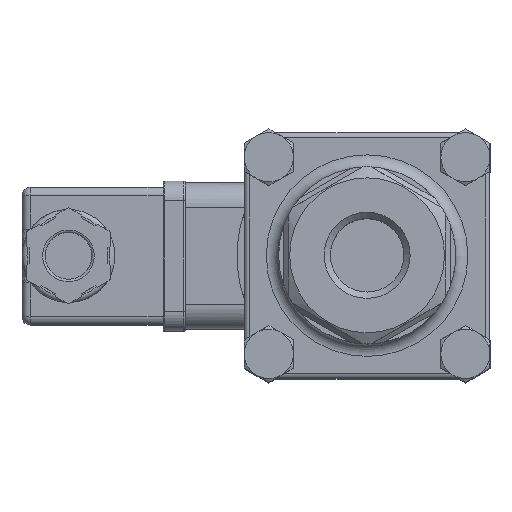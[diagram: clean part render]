
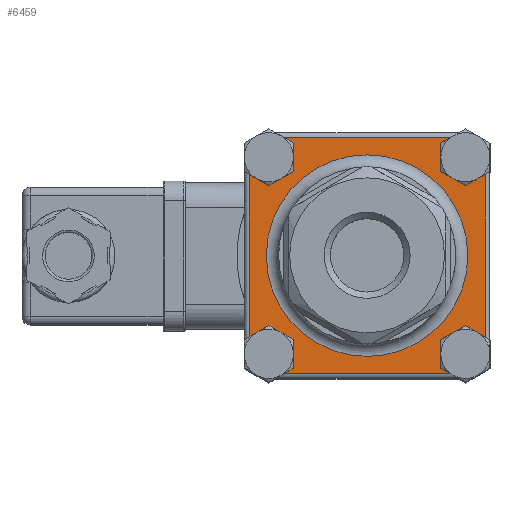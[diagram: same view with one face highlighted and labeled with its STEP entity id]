
A CAD part, top view. The second image highlights one B-rep face of the part: STEP entity #6459.
In plain terms, the highlighted planar face has unit normal (0, 0, 1).
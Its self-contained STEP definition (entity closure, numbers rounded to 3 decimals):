
#290=FACE_BOUND('',#1179,.T.);
#448=PLANE('',#7140);
#787=FACE_OUTER_BOUND('',#1178,.T.);
#1178=EDGE_LOOP('',(#5422,#5423,#5424,#5425,#5426,#5427,#5428,#5429,#5430,
#5431));
#1179=EDGE_LOOP('',(#5432));
#1446=CIRCLE('',#6933,4.45);
#1447=CIRCLE('',#6934,4.45);
#1464=CIRCLE('',#6980,4.45);
#1465=CIRCLE('',#6981,4.45);
#1482=CIRCLE('',#7029,4.45);
#1501=CIRCLE('',#7077,4.45);
#1529=CIRCLE('',#7141,20.5);
#1943=LINE('',#11391,#2368);
#1946=LINE('',#11397,#2371);
#1947=LINE('',#11409,#2372);
#1950=LINE('',#11415,#2375);
#2368=VECTOR('',#8748,10.);
#2371=VECTOR('',#8755,10.);
#2372=VECTOR('',#8772,10.);
#2375=VECTOR('',#8779,10.);
#2802=VERTEX_POINT('',#10491);
#2803=VERTEX_POINT('',#10492);
#2804=VERTEX_POINT('',#10494);
#2845=VERTEX_POINT('',#10680);
#2846=VERTEX_POINT('',#10681);
#2847=VERTEX_POINT('',#10683);
#2893=VERTEX_POINT('',#10899);
#2894=VERTEX_POINT('',#10900);
#2937=VERTEX_POINT('',#11090);
#2938=VERTEX_POINT('',#11091);
#2975=VERTEX_POINT('',#11428);
#3526=EDGE_CURVE('',#2804,#2802,#1446,.T.);
#3528=EDGE_CURVE('',#2803,#2804,#1447,.T.);
#3595=EDGE_CURVE('',#2847,#2845,#1464,.T.);
#3597=EDGE_CURVE('',#2846,#2847,#1465,.T.);
#3670=EDGE_CURVE('',#2893,#2894,#1482,.T.);
#3740=EDGE_CURVE('',#2937,#2938,#1501,.T.);
#3799=EDGE_CURVE('',#2937,#2845,#1943,.T.);
#3803=EDGE_CURVE('',#2846,#2802,#1946,.T.);
#3809=EDGE_CURVE('',#2893,#2938,#1947,.T.);
#3813=EDGE_CURVE('',#2803,#2894,#1950,.T.);
#3820=EDGE_CURVE('',#2975,#2975,#1529,.T.);
#5422=ORIENTED_EDGE('',*,*,#3528,.T.);
#5423=ORIENTED_EDGE('',*,*,#3526,.T.);
#5424=ORIENTED_EDGE('',*,*,#3803,.F.);
#5425=ORIENTED_EDGE('',*,*,#3597,.T.);
#5426=ORIENTED_EDGE('',*,*,#3595,.T.);
#5427=ORIENTED_EDGE('',*,*,#3799,.F.);
#5428=ORIENTED_EDGE('',*,*,#3740,.T.);
#5429=ORIENTED_EDGE('',*,*,#3809,.F.);
#5430=ORIENTED_EDGE('',*,*,#3670,.T.);
#5431=ORIENTED_EDGE('',*,*,#3813,.F.);
#5432=ORIENTED_EDGE('',*,*,#3820,.F.);
#6459=ADVANCED_FACE('',(#787,#290),#448,.T.);
#6933=AXIS2_PLACEMENT_3D('',#10495,#8260,#8261);
#6934=AXIS2_PLACEMENT_3D('',#10497,#8263,#8264);
#6980=AXIS2_PLACEMENT_3D('',#10684,#8381,#8382);
#6981=AXIS2_PLACEMENT_3D('',#10686,#8384,#8385);
#7029=AXIS2_PLACEMENT_3D('',#10901,#8510,#8511);
#7077=AXIS2_PLACEMENT_3D('',#11092,#8633,#8634);
#7140=AXIS2_PLACEMENT_3D('',#11427,#8797,#8798);
#7141=AXIS2_PLACEMENT_3D('',#11429,#8799,#8800);
#8260=DIRECTION('center_axis',(0.,0.,-1.));
#8261=DIRECTION('ref_axis',(0.,1.,0.));
#8263=DIRECTION('center_axis',(0.,0.,-1.));
#8264=DIRECTION('ref_axis',(0.,1.,0.));
#8381=DIRECTION('center_axis',(0.,0.,-1.));
#8382=DIRECTION('ref_axis',(0.,1.,0.));
#8384=DIRECTION('center_axis',(0.,0.,-1.));
#8385=DIRECTION('ref_axis',(0.,1.,0.));
#8510=DIRECTION('center_axis',(0.,0.,-1.));
#8511=DIRECTION('ref_axis',(0.,1.,0.));
#8633=DIRECTION('center_axis',(0.,0.,-1.));
#8634=DIRECTION('ref_axis',(0.,1.,0.));
#8748=DIRECTION('',(0.,1.,0.));
#8755=DIRECTION('',(1.,0.,0.));
#8772=DIRECTION('',(-1.,0.,0.));
#8779=DIRECTION('',(0.,-1.,0.));
#8797=DIRECTION('center_axis',(0.,0.,1.));
#8798=DIRECTION('ref_axis',(1.,0.,0.));
#8799=DIRECTION('center_axis',(0.,0.,1.));
#8800=DIRECTION('ref_axis',(-1.,0.,0.));
#10491=CARTESIAN_POINT('',(18.05,24.,8.5));
#10492=CARTESIAN_POINT('',(24.,18.05,8.5));
#10494=CARTESIAN_POINT('',(20.,15.55,8.5));
#10495=CARTESIAN_POINT('Origin',(20.,20.,8.5));
#10497=CARTESIAN_POINT('Origin',(20.,20.,8.5));
#10680=CARTESIAN_POINT('',(-24.,18.05,8.5));
#10681=CARTESIAN_POINT('',(-18.05,24.,8.5));
#10683=CARTESIAN_POINT('',(-20.,15.55,8.5));
#10684=CARTESIAN_POINT('Origin',(-20.,20.,8.5));
#10686=CARTESIAN_POINT('Origin',(-20.,20.,8.5));
#10899=CARTESIAN_POINT('',(18.05,-24.,8.5));
#10900=CARTESIAN_POINT('',(24.,-18.05,8.5));
#10901=CARTESIAN_POINT('Origin',(20.,-20.,8.5));
#11090=CARTESIAN_POINT('',(-24.,-18.05,8.5));
#11091=CARTESIAN_POINT('',(-18.05,-24.,8.5));
#11092=CARTESIAN_POINT('Origin',(-20.,-20.,8.5));
#11391=CARTESIAN_POINT('',(-24.,-12.5,8.5));
#11397=CARTESIAN_POINT('',(-12.5,24.,8.5));
#11409=CARTESIAN_POINT('',(12.5,-24.,8.5));
#11415=CARTESIAN_POINT('',(24.,12.5,8.5));
#11427=CARTESIAN_POINT('Origin',(0.,0.,8.5));
#11428=CARTESIAN_POINT('',(-20.5,0.,8.5));
#11429=CARTESIAN_POINT('Origin',(0.,0.,8.5));
